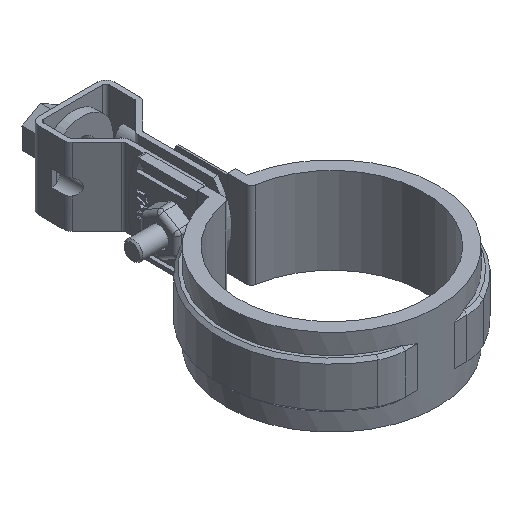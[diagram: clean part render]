
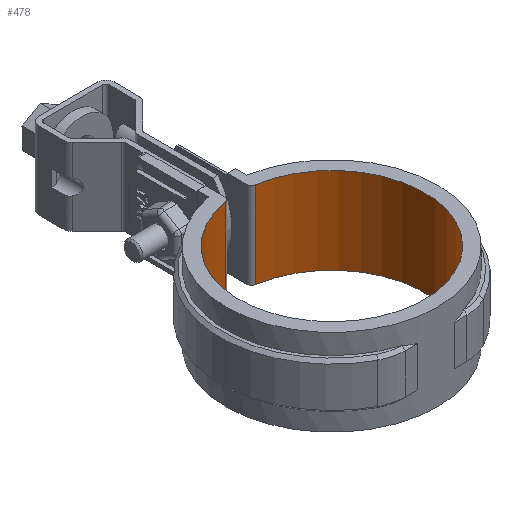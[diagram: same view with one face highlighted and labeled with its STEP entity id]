
A CAD part, isometric view. The second image highlights one B-rep face of the part: STEP entity #478.
In plain terms, the highlighted cylindrical face has radius 30 mm (diameter 60 mm), a partial arc.
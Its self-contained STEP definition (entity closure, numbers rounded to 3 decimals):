
#478 = ADVANCED_FACE( '', ( #949 ), #950, .F. );
#949 = FACE_OUTER_BOUND( '', #2204, .T. );
#950 = CYLINDRICAL_SURFACE( '', #2205, 30. );
#2204 = EDGE_LOOP( '', ( #4931, #4932, #4933, #4934 ) );
#2205 = AXIS2_PLACEMENT_3D( '', #4935, #4936, #4937 );
#4931 = ORIENTED_EDGE( '', *, *, #7129, .T. );
#4932 = ORIENTED_EDGE( '', *, *, #7147, .T. );
#4933 = ORIENTED_EDGE( '', *, *, #7137, .F. );
#4934 = ORIENTED_EDGE( '', *, *, #7121, .T. );
#4935 = CARTESIAN_POINT( '', ( 0., 0., -114.313 ) );
#4936 = DIRECTION( '', ( 0., 0., 1. ) );
#4937 = DIRECTION( '', ( -1., 0., 0. ) );
#7121 = EDGE_CURVE( '', #8280, #8277, #8281, .T. );
#7129 = EDGE_CURVE( '', #8277, #8291, #8293, .T. );
#7137 = EDGE_CURVE( '', #8280, #8302, #8303, .T. );
#7147 = EDGE_CURVE( '', #8291, #8302, #8314, .T. );
#8277 = VERTEX_POINT( '', #11814 );
#8280 = VERTEX_POINT( '', #11817 );
#8281 = LINE( '', #11818, #11819 );
#8291 = VERTEX_POINT( '', #11834 );
#8293 = CIRCLE( '', #11836, 30. );
#8302 = VERTEX_POINT( '', #11848 );
#8303 = CIRCLE( '', #11849, 30. );
#8314 = LINE( '', #11920, #11921 );
#11814 = CARTESIAN_POINT( '', ( -4.762, 29.62, 1.5 ) );
#11817 = CARTESIAN_POINT( '', ( -4.762, 29.62, -26.5 ) );
#11818 = CARTESIAN_POINT( '', ( -4.762, 29.62, -114.313 ) );
#11819 = VECTOR( '', #13770, 1000. );
#11834 = CARTESIAN_POINT( '', ( 4.762, 29.62, 1.5 ) );
#11836 = AXIS2_PLACEMENT_3D( '', #13782, #13783, #13784 );
#11848 = CARTESIAN_POINT( '', ( 4.762, 29.62, -26.5 ) );
#11849 = AXIS2_PLACEMENT_3D( '', #13800, #13801, #13802 );
#11920 = CARTESIAN_POINT( '', ( 4.762, 29.62, -114.313 ) );
#11921 = VECTOR( '', #13814, 1000. );
#13770 = DIRECTION( '', ( 0., 0., 1. ) );
#13782 = CARTESIAN_POINT( '', ( 0., 0., 1.5 ) );
#13783 = DIRECTION( '', ( 0., 0., 1. ) );
#13784 = DIRECTION( '', ( 1., 0., 0. ) );
#13800 = CARTESIAN_POINT( '', ( 0., 0., -26.5 ) );
#13801 = DIRECTION( '', ( 0., 0., 1. ) );
#13802 = DIRECTION( '', ( 1., 0., 0. ) );
#13814 = DIRECTION( '', ( 0., 0., -1. ) );
